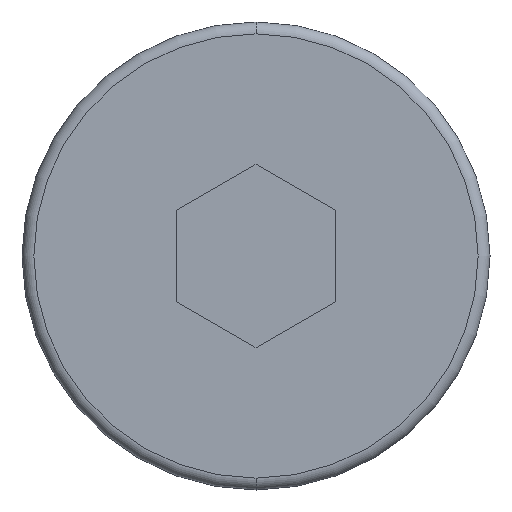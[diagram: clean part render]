
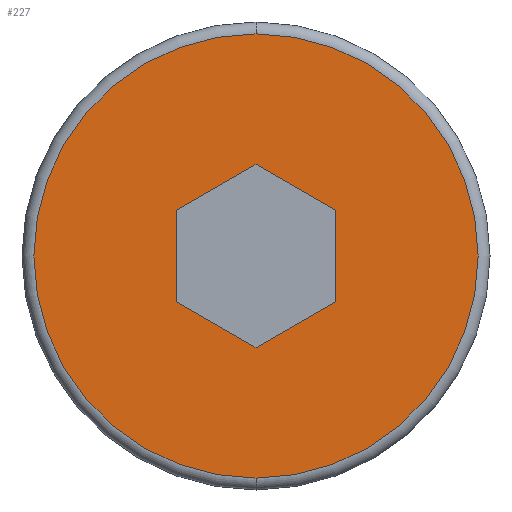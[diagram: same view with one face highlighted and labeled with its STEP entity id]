
A CAD part, left-side view. The second image highlights one B-rep face of the part: STEP entity #227.
In plain terms, the highlighted planar face has unit normal (-1, 0, 0).
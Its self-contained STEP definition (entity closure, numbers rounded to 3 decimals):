
#3 = EDGE_CURVE ( 'NONE', #270, #207, #165, .T. ) ;
#19 = VECTOR ( 'NONE', #288, 1000. ) ;
#23 = DIRECTION ( 'NONE',  ( 0., 0.866, 0.5 ) ) ;
#34 = VERTEX_POINT ( 'NONE', #385 ) ;
#39 = DIRECTION ( 'NONE',  ( -1., 0., 0. ) ) ;
#61 = CARTESIAN_POINT ( 'NONE',  ( 0., 0., -2.309 ) ) ;
#63 = CARTESIAN_POINT ( 'NONE',  ( 0., 0., 5.6 ) ) ;
#73 = LINE ( 'NONE', #392, #19 ) ;
#83 = CARTESIAN_POINT ( 'NONE',  ( 0., 0., 0. ) ) ;
#84 = CARTESIAN_POINT ( 'NONE',  ( 0., 0., 0. ) ) ;
#90 = ORIENTED_EDGE ( 'NONE', *, *, #150, .T. ) ;
#93 = VECTOR ( 'NONE', #527, 1000. ) ;
#110 = LINE ( 'NONE', #344, #584 ) ;
#126 = EDGE_CURVE ( 'NONE', #372, #270, #139, .T. ) ;
#137 = DIRECTION ( 'NONE',  ( 0., 0., -1. ) ) ;
#139 = LINE ( 'NONE', #188, #362 ) ;
#143 = AXIS2_PLACEMENT_3D ( 'NONE', #83, #39, #441 ) ;
#146 = CARTESIAN_POINT ( 'NONE',  ( 0., -2., 1.155 ) ) ;
#149 = EDGE_LOOP ( 'NONE', ( #409, #267, #215, #276, #375, #436 ) ) ;
#150 = EDGE_CURVE ( 'NONE', #482, #467, #331, .T. ) ;
#163 = DIRECTION ( 'NONE',  ( 0., 0., 1. ) ) ;
#165 = LINE ( 'NONE', #252, #93 ) ;
#188 = CARTESIAN_POINT ( 'NONE',  ( 0., 2., -1.155 ) ) ;
#204 = LINE ( 'NONE', #340, #571 ) ;
#207 = VERTEX_POINT ( 'NONE', #497 ) ;
#214 = EDGE_CURVE ( 'NONE', #320, #34, #110, .T. ) ;
#215 = ORIENTED_EDGE ( 'NONE', *, *, #253, .F. ) ;
#227 = ADVANCED_FACE ( 'NONE', ( #520, #458 ), #281, .F. ) ;
#233 = VECTOR ( 'NONE', #23, 1000. ) ;
#252 = CARTESIAN_POINT ( 'NONE',  ( 0., 0., -2.309 ) ) ;
#253 = EDGE_CURVE ( 'NONE', #313, #320, #561, .T. ) ;
#257 = CIRCLE ( 'NONE', #333, 5.6 ) ;
#267 = ORIENTED_EDGE ( 'NONE', *, *, #214, .F. ) ;
#270 = VERTEX_POINT ( 'NONE', #61 ) ;
#276 = ORIENTED_EDGE ( 'NONE', *, *, #278, .F. ) ;
#277 = DIRECTION ( 'NONE',  ( 0., 0.866, -0.5 ) ) ;
#278 = EDGE_CURVE ( 'NONE', #207, #313, #204, .T. ) ;
#281 = PLANE ( 'NONE',  #355 ) ;
#288 = DIRECTION ( 'NONE',  ( 0., 0., -1. ) ) ;
#290 = DIRECTION ( 'NONE',  ( 0., 0., -1. ) ) ;
#295 = CARTESIAN_POINT ( 'NONE',  ( 0., 0., 0. ) ) ;
#301 = ORIENTED_EDGE ( 'NONE', *, *, #426, .T. ) ;
#313 = VERTEX_POINT ( 'NONE', #146 ) ;
#320 = VERTEX_POINT ( 'NONE', #507 ) ;
#331 = CIRCLE ( 'NONE', #143, 5.6 ) ;
#333 = AXIS2_PLACEMENT_3D ( 'NONE', #84, #358, #137 ) ;
#340 = CARTESIAN_POINT ( 'NONE',  ( 0., -2., -1.155 ) ) ;
#341 = CARTESIAN_POINT ( 'NONE',  ( 0., 0., -5.6 ) ) ;
#344 = CARTESIAN_POINT ( 'NONE',  ( 0., 0., 2.309 ) ) ;
#355 = AXIS2_PLACEMENT_3D ( 'NONE', #295, #524, #290 ) ;
#358 = DIRECTION ( 'NONE',  ( -1., 0., 0. ) ) ;
#362 = VECTOR ( 'NONE', #532, 1000. ) ;
#372 = VERTEX_POINT ( 'NONE', #405 ) ;
#375 = ORIENTED_EDGE ( 'NONE', *, *, #3, .F. ) ;
#385 = CARTESIAN_POINT ( 'NONE',  ( 0., 2., 1.155 ) ) ;
#392 = CARTESIAN_POINT ( 'NONE',  ( 0., 2., 1.155 ) ) ;
#405 = CARTESIAN_POINT ( 'NONE',  ( 0., 2., -1.155 ) ) ;
#409 = ORIENTED_EDGE ( 'NONE', *, *, #517, .F. ) ;
#426 = EDGE_CURVE ( 'NONE', #467, #482, #257, .T. ) ;
#436 = ORIENTED_EDGE ( 'NONE', *, *, #126, .F. ) ;
#441 = DIRECTION ( 'NONE',  ( 0., 0., -1. ) ) ;
#458 = FACE_BOUND ( 'NONE', #149, .T. ) ;
#467 = VERTEX_POINT ( 'NONE', #63 ) ;
#473 = CARTESIAN_POINT ( 'NONE',  ( 0., -2., 1.155 ) ) ;
#482 = VERTEX_POINT ( 'NONE', #341 ) ;
#497 = CARTESIAN_POINT ( 'NONE',  ( 0., -2., -1.155 ) ) ;
#507 = CARTESIAN_POINT ( 'NONE',  ( 0., 0., 2.309 ) ) ;
#517 = EDGE_CURVE ( 'NONE', #34, #372, #73, .T. ) ;
#520 = FACE_OUTER_BOUND ( 'NONE', #551, .T. ) ;
#524 = DIRECTION ( 'NONE',  ( 1., 0., 0. ) ) ;
#527 = DIRECTION ( 'NONE',  ( 0., -0.866, 0.5 ) ) ;
#532 = DIRECTION ( 'NONE',  ( 0., -0.866, -0.5 ) ) ;
#551 = EDGE_LOOP ( 'NONE', ( #90, #301 ) ) ;
#561 = LINE ( 'NONE', #473, #233 ) ;
#571 = VECTOR ( 'NONE', #163, 1000. ) ;
#584 = VECTOR ( 'NONE', #277, 1000. ) ;
